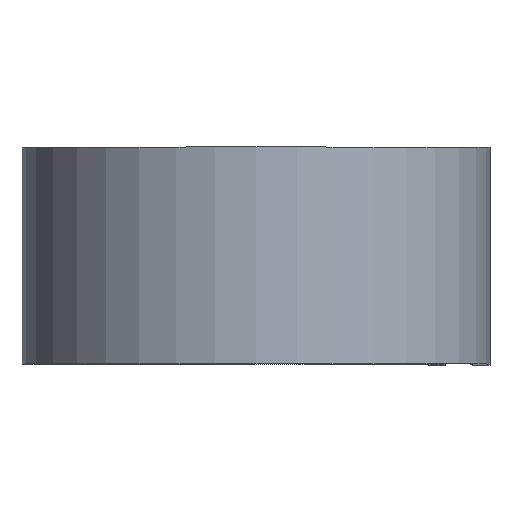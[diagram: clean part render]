
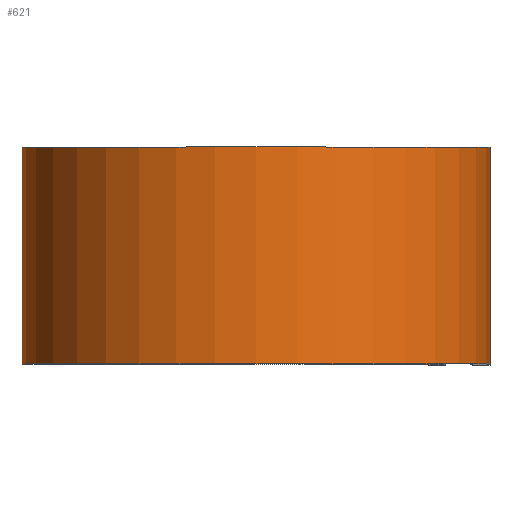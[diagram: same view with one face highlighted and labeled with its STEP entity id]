
A CAD part, top view. The second image highlights one B-rep face of the part: STEP entity #621.
In plain terms, the highlighted cylindrical face has radius 20.574 mm (diameter 41.148 mm), a partial arc.
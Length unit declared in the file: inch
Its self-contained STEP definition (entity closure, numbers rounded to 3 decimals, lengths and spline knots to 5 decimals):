
#2 = LINE ( 'NONE', #385, #177 ) ;
#37 = CYLINDRICAL_SURFACE ( 'NONE', #254, 0.81 ) ;
#41 = FACE_OUTER_BOUND ( 'NONE', #433, .T. ) ;
#42 = EDGE_CURVE ( 'NONE', #537, #240, #602, .T. ) ;
#106 = CARTESIAN_POINT ( 'NONE',  ( 0., 0.375, 0. ) ) ;
#116 = CARTESIAN_POINT ( 'NONE',  ( 0.81, 0.375, 0. ) ) ;
#148 = DIRECTION ( 'NONE',  ( 0., 0., -1. ) ) ;
#151 = CIRCLE ( 'NONE', #360, 0.81 ) ;
#155 = DIRECTION ( 'NONE',  ( 1., 0., 0. ) ) ;
#177 = VECTOR ( 'NONE', #219, 39.37008 ) ;
#198 = DIRECTION ( 'NONE',  ( 0., 1., 0. ) ) ;
#211 = ORIENTED_EDGE ( 'NONE', *, *, #290, .F. ) ;
#219 = DIRECTION ( 'NONE',  ( 0., -1., 0. ) ) ;
#226 = VERTEX_POINT ( 'NONE', #116 ) ;
#240 = VERTEX_POINT ( 'NONE', #450 ) ;
#253 = CARTESIAN_POINT ( 'NONE',  ( 0., 0.375, -0.81 ) ) ;
#254 = AXIS2_PLACEMENT_3D ( 'NONE', #106, #273, #148 ) ;
#273 = DIRECTION ( 'NONE',  ( 0., -1., 0. ) ) ;
#276 = VERTEX_POINT ( 'NONE', #535 ) ;
#282 = ORIENTED_EDGE ( 'NONE', *, *, #42, .T. ) ;
#290 = EDGE_CURVE ( 'NONE', #537, #226, #316, .T. ) ;
#298 = ORIENTED_EDGE ( 'NONE', *, *, #498, .T. ) ;
#316 = CIRCLE ( 'NONE', #401, 0.81 ) ;
#360 = AXIS2_PLACEMENT_3D ( 'NONE', #595, #572, #426 ) ;
#379 = DIRECTION ( 'NONE',  ( 0., -1., 0. ) ) ;
#385 = CARTESIAN_POINT ( 'NONE',  ( 0.81, 0.375, 0. ) ) ;
#401 = AXIS2_PLACEMENT_3D ( 'NONE', #492, #198, #155 ) ;
#415 = EDGE_CURVE ( 'NONE', #226, #276, #2, .T. ) ;
#426 = DIRECTION ( 'NONE',  ( 1., 0., 0. ) ) ;
#433 = EDGE_LOOP ( 'NONE', ( #298, #502, #211, #282 ) ) ;
#450 = CARTESIAN_POINT ( 'NONE',  ( 0., -0.375, -0.81 ) ) ;
#492 = CARTESIAN_POINT ( 'NONE',  ( 0., 0.375, 0. ) ) ;
#498 = EDGE_CURVE ( 'NONE', #240, #276, #151, .T. ) ;
#502 = ORIENTED_EDGE ( 'NONE', *, *, #415, .F. ) ;
#535 = CARTESIAN_POINT ( 'NONE',  ( 0.81, -0.375, 0. ) ) ;
#537 = VERTEX_POINT ( 'NONE', #566 ) ;
#566 = CARTESIAN_POINT ( 'NONE',  ( 0., 0.375, -0.81 ) ) ;
#572 = DIRECTION ( 'NONE',  ( 0., 1., 0. ) ) ;
#595 = CARTESIAN_POINT ( 'NONE',  ( 0., -0.375, 0. ) ) ;
#602 = LINE ( 'NONE', #253, #622 ) ;
#621 = ADVANCED_FACE ( 'NONE', ( #41 ), #37, .T. ) ;
#622 = VECTOR ( 'NONE', #379, 39.37008 ) ;
